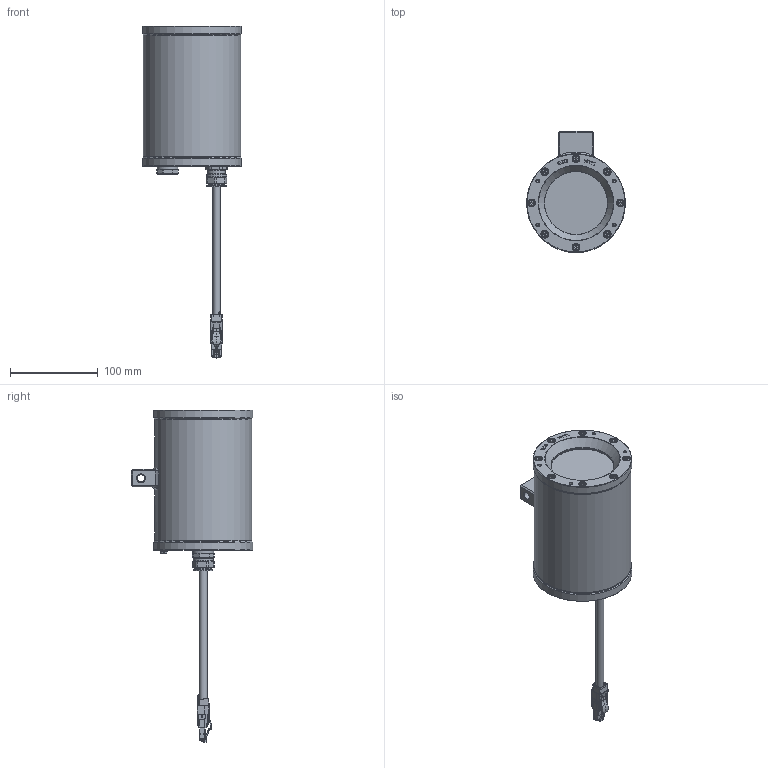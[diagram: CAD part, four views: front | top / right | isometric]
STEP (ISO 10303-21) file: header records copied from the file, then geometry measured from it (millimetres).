
FILE_DESCRIPTION(/* description */ (''),/* implementation_level */ '2;1');
FILE_NAME(/* name */ 'ExCam IPM2036 - T08-VA2.0.K1.BOR-LL.H-005.N-P_rev.00.stp',/* time_stamp */ '2022-11-29T10:36:33+01:00',/* author */ ('Sebastian Weber'),/* organization */ (''),/* preprocessor_version */ 'ST-DEVELOPER v19',/* originating_system */ 'Autodesk Inventor 2023',/* authorisation */ '');
FILE_SCHEMA (('CONFIG_CONTROL_DESIGN'));
Products named in the file (29): ExCam IPM2026 - T08-VA2.1.K1.BOR-LL.H-005.N-P_rev.00_vers.02; T07 VA2.0.K1.BOR; T07 VA2.0.R_rev.01; T07 VA2.0.R_rev.01_1; VA2.0.R_rev.01; Schweißnocken_VA2.x.R_rev.01; VA2.x.BOR (Fase)_rev.01; VA2.x.BOR (Fase)_rev.01_1; VA2.x.BOR_Compound; VA2.x.MAXOS DIN7080-10; VA2.x.BOR Pufferring; VA2.x.Passscheibe; VA2.BOR.Sicherungsring; VA2.x.Flanschdichtung rev.1; VA2.x.K1_(vers.3 rev.06); VA2.x.GYLON Style 3504 blau; Erdungsschraube; DIN 84 - M4 x 10; AS 1237 - 4; DIN 127 - A 4; DIN EN ISO 4762 - M4x12 (VA1.x Gehäuseschrauben); ISO 4762  - M4 x 12; DIN 128 - A4; 8292-12-SS-M20x1,5; KLE ADE 1F Typ5 M20; KLE ADE 1F Typ5 M20_1; KLE Gummieinsatz M20; Metz Connect RJ45 Plug_130E405032-E; SKD02-T (CB07 Evaluierung)
Assembly tree (43 placements, depth 4):
  ExCam IPM2026 - T08-VA2.1.K1.BOR-LL.H-005.N-P_rev.00_vers.02
    T07 VA2.0.K1.BOR
      T07 VA2.0.R_rev.01
        T07 VA2.0.R_rev.01_1
        VA2.0.R_rev.01
        Schweißnocken_VA2.x.R_rev.01
      VA2.x.BOR (Fase)_rev.01
        VA2.x.BOR (Fase)_rev.01_1
        VA2.x.BOR_Compound
        VA2.x.MAXOS DIN7080-10
        VA2.x.BOR Pufferring
        VA2.x.Passscheibe
        VA2.BOR.Sicherungsring
        VA2.x.Flanschdichtung rev.1
      VA2.x.K1_(vers.3 rev.06)
      VA2.x.GYLON Style 3504 blau
      Erdungsschraube
        DIN 84 - M4 x 10
        AS 1237 - 4
        DIN 127 - A 4
      DIN EN ISO 4762 - M4x12 (VA1.x Gehäuseschrauben)  x16
        ISO 4762  - M4 x 12
        DIN 128 - A4
    8292-12-SS-M20x1,5
    KLE ADE 1F Typ5 M20
      KLE ADE 1F Typ5 M20_1
      KLE Gummieinsatz M20
    Metz Connect RJ45 Plug_130E405032-E
    SKD02-T (CB07 Evaluierung)
Bounding box: 113 x 138.5 x 379.44 mm (x, y, z)
Volume: 565102.8 mm3; surface area: 252331.9 mm2
Topology: 70 solids, 70 shells, 5253 faces, 13314 edges, 8370 vertices
Faces by surface type: plane 2253, bspline 1270, cylinder 1178, torus 315, cone 203, sphere 34
Full cylindrical faces by diameter (mm): 0.643 x32, 2.3 x2, 2.459 x4, 3.1 x8, 3.2 x2, 3.242 x26, 3.621 x1, 3.8 x16, 4 x17, 4.3 x1, 4.5 x16, 7 x16, 7.6 x2, 7.69 x2, 7.7 x1, 8 x17, 8.5 x1, 8.9 x1, 9.2 x1, 15.5 x1, 16.197 x1, 16.2 x1, 16.4 x1, 18.376 x2, 19 x1, 20 x3, 22.5 x1, 23 x1, 24 x1, 71 x2
Entity records: 172204 total; most frequent: CARTESIAN_POINT 61348, ORIENTED_EDGE 23688, DIRECTION 20498, EDGE_CURVE 11844, VERTEX_POINT 7500, AXIS2_PLACEMENT_3D 6873, LINE 6752, VECTOR 6752
